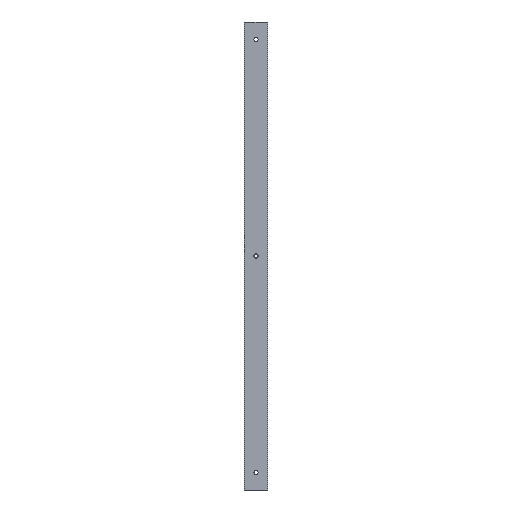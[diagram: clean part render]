
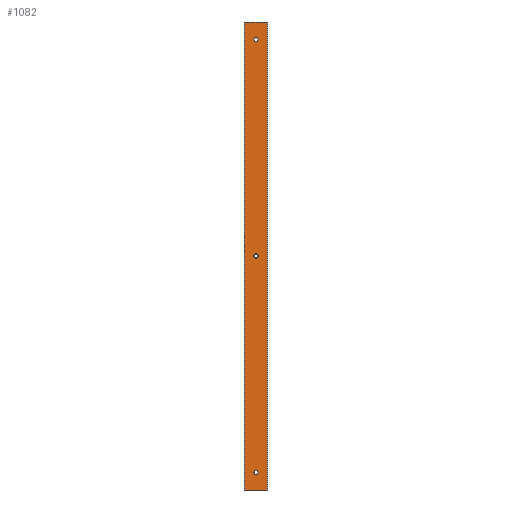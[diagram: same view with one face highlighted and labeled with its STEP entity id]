
A CAD part, front view. The second image highlights one B-rep face of the part: STEP entity #1082.
In plain terms, the highlighted planar face has unit normal (0, -1, 0).
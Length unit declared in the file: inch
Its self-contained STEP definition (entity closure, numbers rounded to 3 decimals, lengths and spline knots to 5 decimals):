
#42 = VECTOR ( 'NONE', #1014, 39.37008 ) ;
#46 = VECTOR ( 'NONE', #1172, 39.37008 ) ;
#128 = DIRECTION ( 'NONE',  ( 0., -1., 0. ) ) ;
#156 = CARTESIAN_POINT ( 'NONE',  ( 0.3937, 0., 15.08858 ) ) ;
#165 = ORIENTED_EDGE ( 'NONE', *, *, #755, .T. ) ;
#183 = CARTESIAN_POINT ( 'NONE',  ( 0.00984, 0., 15.74803 ) ) ;
#245 = CARTESIAN_POINT ( 'NONE',  ( 0.77756, 0., 0. ) ) ;
#254 = DIRECTION ( 'NONE',  ( 0., 0., 1. ) ) ;
#261 = EDGE_LOOP ( 'NONE', ( #2421, #2206 ) ) ;
#267 = VERTEX_POINT ( 'NONE', #156 ) ;
#268 = VERTEX_POINT ( 'NONE', #621 ) ;
#291 = EDGE_CURVE ( 'NONE', #1421, #355, #1613, .T. ) ;
#302 = DIRECTION ( 'NONE',  ( 0., 0., 1. ) ) ;
#355 = VERTEX_POINT ( 'NONE', #2023 ) ;
#370 = DIRECTION ( 'NONE',  ( 0., 0., 1. ) ) ;
#401 = CARTESIAN_POINT ( 'NONE',  ( 0.3937, 0., 15.15748 ) ) ;
#421 = CIRCLE ( 'NONE', #2485, 0.0689 ) ;
#444 = EDGE_LOOP ( 'NONE', ( #1309, #1027 ) ) ;
#458 = DIRECTION ( 'NONE',  ( 0., -1., 0. ) ) ;
#470 = EDGE_CURVE ( 'NONE', #355, #1421, #1915, .T. ) ;
#488 = EDGE_LOOP ( 'NONE', ( #2336, #1525 ) ) ;
#525 = CARTESIAN_POINT ( 'NONE',  ( 0.3937, 0., 15.15748 ) ) ;
#547 = LINE ( 'NONE', #1158, #46 ) ;
#583 = DIRECTION ( 'NONE',  ( 0., 0., 1. ) ) ;
#603 = VECTOR ( 'NONE', #2450, 39.37008 ) ;
#621 = CARTESIAN_POINT ( 'NONE',  ( 0.77756, 0., 15.74803 ) ) ;
#640 = VERTEX_POINT ( 'NONE', #1317 ) ;
#716 = DIRECTION ( 'NONE',  ( 1., 0., 0. ) ) ;
#732 = DIRECTION ( 'NONE',  ( 0., -1., 0. ) ) ;
#739 = ORIENTED_EDGE ( 'NONE', *, *, #1068, .T. ) ;
#755 = EDGE_CURVE ( 'NONE', #1214, #268, #547, .T. ) ;
#759 = DIRECTION ( 'NONE',  ( 0., -1., 0. ) ) ;
#851 = CARTESIAN_POINT ( 'NONE',  ( 0.3937, 0., 0.59055 ) ) ;
#864 = DIRECTION ( 'NONE',  ( 0., -1., 0. ) ) ;
#900 = DIRECTION ( 'NONE',  ( 0., 0., 1. ) ) ;
#904 = PLANE ( 'NONE',  #1449 ) ;
#927 = CARTESIAN_POINT ( 'NONE',  ( 0.3937, 0., 15.22638 ) ) ;
#945 = ORIENTED_EDGE ( 'NONE', *, *, #1894, .F. ) ;
#1014 = DIRECTION ( 'NONE',  ( 1., 0., 0. ) ) ;
#1027 = ORIENTED_EDGE ( 'NONE', *, *, #470, .F. ) ;
#1035 = FACE_BOUND ( 'NONE', #488, .T. ) ;
#1068 = EDGE_CURVE ( 'NONE', #640, #1214, #1629, .T. ) ;
#1082 = ADVANCED_FACE ( 'NONE', ( #1035, #1441, #1569, #1315 ), #904, .F. ) ;
#1122 = EDGE_CURVE ( 'NONE', #267, #2398, #421, .T. ) ;
#1150 = ORIENTED_EDGE ( 'NONE', *, *, #2338, .T. ) ;
#1158 = CARTESIAN_POINT ( 'NONE',  ( 0.77756, 0., 15.74803 ) ) ;
#1163 = CIRCLE ( 'NONE', #2224, 0.0689 ) ;
#1172 = DIRECTION ( 'NONE',  ( 0., 0., 1. ) ) ;
#1209 = CARTESIAN_POINT ( 'NONE',  ( 0.3937, 0., 7.87402 ) ) ;
#1214 = VERTEX_POINT ( 'NONE', #245 ) ;
#1274 = CARTESIAN_POINT ( 'NONE',  ( 0.3937, 0., 0.52165 ) ) ;
#1284 = DIRECTION ( 'NONE',  ( 0., 1., 0. ) ) ;
#1285 = AXIS2_PLACEMENT_3D ( 'NONE', #1727, #759, #2301 ) ;
#1292 = LINE ( 'NONE', #2052, #603 ) ;
#1309 = ORIENTED_EDGE ( 'NONE', *, *, #291, .F. ) ;
#1315 = FACE_OUTER_BOUND ( 'NONE', #2246, .T. ) ;
#1317 = CARTESIAN_POINT ( 'NONE',  ( 0.00984, 0., 0. ) ) ;
#1346 = DIRECTION ( 'NONE',  ( 0., -1., 0. ) ) ;
#1421 = VERTEX_POINT ( 'NONE', #1879 ) ;
#1435 = CARTESIAN_POINT ( 'NONE',  ( 0., 0., 15.74803 ) ) ;
#1438 = AXIS2_PLACEMENT_3D ( 'NONE', #851, #864, #302 ) ;
#1441 = FACE_BOUND ( 'NONE', #261, .T. ) ;
#1446 = LINE ( 'NONE', #1435, #42 ) ;
#1449 = AXIS2_PLACEMENT_3D ( 'NONE', #1510, #1284, #1684 ) ;
#1479 = EDGE_CURVE ( 'NONE', #2398, #267, #1163, .T. ) ;
#1510 = CARTESIAN_POINT ( 'NONE',  ( 0., 0., 15.74803 ) ) ;
#1525 = ORIENTED_EDGE ( 'NONE', *, *, #1789, .F. ) ;
#1569 = FACE_BOUND ( 'NONE', #444, .T. ) ;
#1613 = CIRCLE ( 'NONE', #2150, 0.0689 ) ;
#1629 = LINE ( 'NONE', #2241, #1962 ) ;
#1684 = DIRECTION ( 'NONE',  ( 0., 0., 1. ) ) ;
#1727 = CARTESIAN_POINT ( 'NONE',  ( 0.3937, 0., 0.59055 ) ) ;
#1774 = VERTEX_POINT ( 'NONE', #183 ) ;
#1789 = EDGE_CURVE ( 'NONE', #2273, #2041, #2280, .T. ) ;
#1861 = CARTESIAN_POINT ( 'NONE',  ( 0.3937, 0., 7.87402 ) ) ;
#1876 = CIRCLE ( 'NONE', #1438, 0.0689 ) ;
#1879 = CARTESIAN_POINT ( 'NONE',  ( 0.3937, 0., 7.94291 ) ) ;
#1894 = EDGE_CURVE ( 'NONE', #1774, #268, #1446, .T. ) ;
#1915 = CIRCLE ( 'NONE', #2235, 0.0689 ) ;
#1962 = VECTOR ( 'NONE', #716, 39.37008 ) ;
#2023 = CARTESIAN_POINT ( 'NONE',  ( 0.3937, 0., 7.80512 ) ) ;
#2029 = EDGE_CURVE ( 'NONE', #2041, #2273, #1876, .T. ) ;
#2041 = VERTEX_POINT ( 'NONE', #2425 ) ;
#2052 = CARTESIAN_POINT ( 'NONE',  ( 0.00984, 0., 0. ) ) ;
#2150 = AXIS2_PLACEMENT_3D ( 'NONE', #1209, #458, #254 ) ;
#2206 = ORIENTED_EDGE ( 'NONE', *, *, #1122, .F. ) ;
#2224 = AXIS2_PLACEMENT_3D ( 'NONE', #525, #732, #370 ) ;
#2235 = AXIS2_PLACEMENT_3D ( 'NONE', #1861, #128, #900 ) ;
#2241 = CARTESIAN_POINT ( 'NONE',  ( 0., 0., 0. ) ) ;
#2246 = EDGE_LOOP ( 'NONE', ( #945, #1150, #739, #165 ) ) ;
#2273 = VERTEX_POINT ( 'NONE', #1274 ) ;
#2280 = CIRCLE ( 'NONE', #1285, 0.0689 ) ;
#2301 = DIRECTION ( 'NONE',  ( 0., 0., 1. ) ) ;
#2336 = ORIENTED_EDGE ( 'NONE', *, *, #2029, .F. ) ;
#2338 = EDGE_CURVE ( 'NONE', #1774, #640, #1292, .T. ) ;
#2398 = VERTEX_POINT ( 'NONE', #927 ) ;
#2421 = ORIENTED_EDGE ( 'NONE', *, *, #1479, .F. ) ;
#2425 = CARTESIAN_POINT ( 'NONE',  ( 0.3937, 0., 0.65945 ) ) ;
#2450 = DIRECTION ( 'NONE',  ( 0., 0., -1. ) ) ;
#2485 = AXIS2_PLACEMENT_3D ( 'NONE', #401, #1346, #583 ) ;
